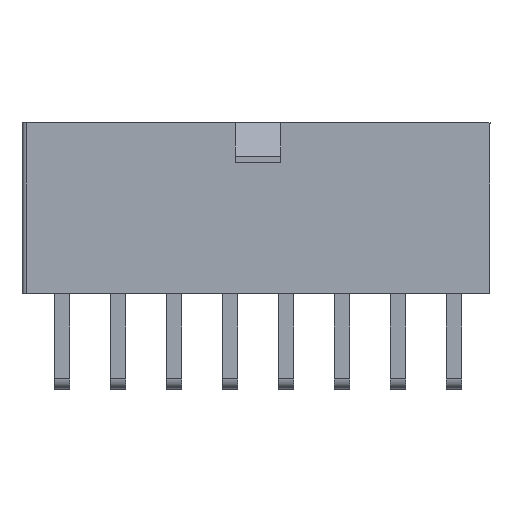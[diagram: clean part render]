
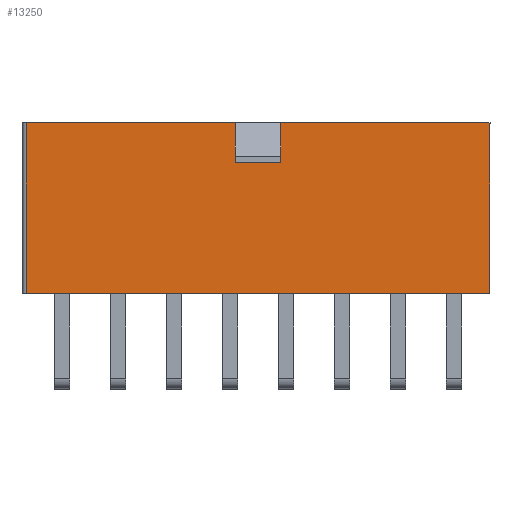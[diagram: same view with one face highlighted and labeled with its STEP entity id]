
A CAD part, top view. The second image highlights one B-rep face of the part: STEP entity #13250.
In plain terms, the highlighted planar face has unit normal (0, 0, 1).
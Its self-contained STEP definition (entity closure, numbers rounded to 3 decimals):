
#1419=ORIENTED_EDGE('',*,*,#3456,.T.);
#1420=ORIENTED_EDGE('',*,*,#3458,.T.);
#1421=ORIENTED_EDGE('',*,*,#3536,.F.);
#1422=ORIENTED_EDGE('',*,*,#3537,.T.);
#1423=ORIENTED_EDGE('',*,*,#3538,.T.);
#1424=ORIENTED_EDGE('',*,*,#3539,.F.);
#1425=ORIENTED_EDGE('',*,*,#3540,.F.);
#1426=ORIENTED_EDGE('',*,*,#3459,.F.);
#3456=EDGE_CURVE('',#4574,#4573,#5617,.T.);
#3458=EDGE_CURVE('',#4573,#4567,#5619,.T.);
#3459=EDGE_CURVE('',#4574,#4570,#5620,.T.);
#3536=EDGE_CURVE('',#4627,#4567,#5697,.T.);
#3537=EDGE_CURVE('',#4627,#4628,#5698,.T.);
#3538=EDGE_CURVE('',#4628,#4629,#5699,.T.);
#3539=EDGE_CURVE('',#4630,#4629,#5700,.T.);
#3540=EDGE_CURVE('',#4570,#4630,#5701,.T.);
#4567=VERTEX_POINT('',#17882);
#4570=VERTEX_POINT('',#17887);
#4573=VERTEX_POINT('',#17897);
#4574=VERTEX_POINT('',#17899);
#4627=VERTEX_POINT('',#18058);
#4628=VERTEX_POINT('',#18060);
#4629=VERTEX_POINT('',#18062);
#4630=VERTEX_POINT('',#18064);
#5617=LINE('',#17898,#6928);
#5619=LINE('',#17902,#6930);
#5620=LINE('',#17904,#6931);
#5697=LINE('',#18057,#7008);
#5698=LINE('',#18059,#7009);
#5699=LINE('',#18061,#7010);
#5700=LINE('',#18063,#7011);
#5701=LINE('',#18065,#7012);
#6928=VECTOR('',#15292,1000.);
#6930=VECTOR('',#15296,1000.);
#6931=VECTOR('',#15299,1000.);
#7008=VECTOR('',#15424,1000.);
#7009=VECTOR('',#15425,1000.);
#7010=VECTOR('',#15426,1000.);
#7011=VECTOR('',#15427,1000.);
#7012=VECTOR('',#15428,1000.);
#7881=EDGE_LOOP('',(#1419,#1420,#1421,#1422,#1423,#1424,#1425,#1426));
#8492=FACE_BOUND('',#7881,.T.);
#9065=PLANE('',#13812);
#13250=ADVANCED_FACE('',(#8492),#9065,.T.);
#13812=AXIS2_PLACEMENT_3D('',#18056,#15422,#15423);
#15292=DIRECTION('',(1.,0.,0.));
#15296=DIRECTION('',(0.,-1.,0.));
#15299=DIRECTION('',(0.,-1.,0.));
#15422=DIRECTION('',(0.,0.,1.));
#15423=DIRECTION('',(1.,0.,0.));
#15424=DIRECTION('',(-1.,0.,0.));
#15425=DIRECTION('',(0.,1.,0.));
#15426=DIRECTION('',(-1.,0.,0.));
#15427=DIRECTION('',(0.,1.,0.));
#15428=DIRECTION('',(-1.,0.,0.));
#17882=CARTESIAN_POINT('',(1.7,-6.4,4.8));
#17887=CARTESIAN_POINT('',(-1.7,-6.4,4.8));
#17897=CARTESIAN_POINT('',(1.7,-3.4,4.8));
#17898=CARTESIAN_POINT('',(-1.7,-3.4,4.8));
#17899=CARTESIAN_POINT('',(-1.7,-3.4,4.8));
#17902=CARTESIAN_POINT('',(1.7,-3.4,4.8));
#17904=CARTESIAN_POINT('',(-1.7,-3.4,4.8));
#18056=CARTESIAN_POINT('',(17.4,-6.4,4.8));
#18057=CARTESIAN_POINT('',(17.4,-6.4,4.8));
#18058=CARTESIAN_POINT('',(17.4,-6.4,4.8));
#18059=CARTESIAN_POINT('',(17.4,-6.4,4.8));
#18060=CARTESIAN_POINT('',(17.4,6.4,4.8));
#18061=CARTESIAN_POINT('',(17.4,6.4,4.8));
#18062=CARTESIAN_POINT('',(-17.4,6.4,4.8));
#18063=CARTESIAN_POINT('',(-17.4,-6.4,4.8));
#18064=CARTESIAN_POINT('',(-17.4,-6.4,4.8));
#18065=CARTESIAN_POINT('',(17.4,-6.4,4.8));
